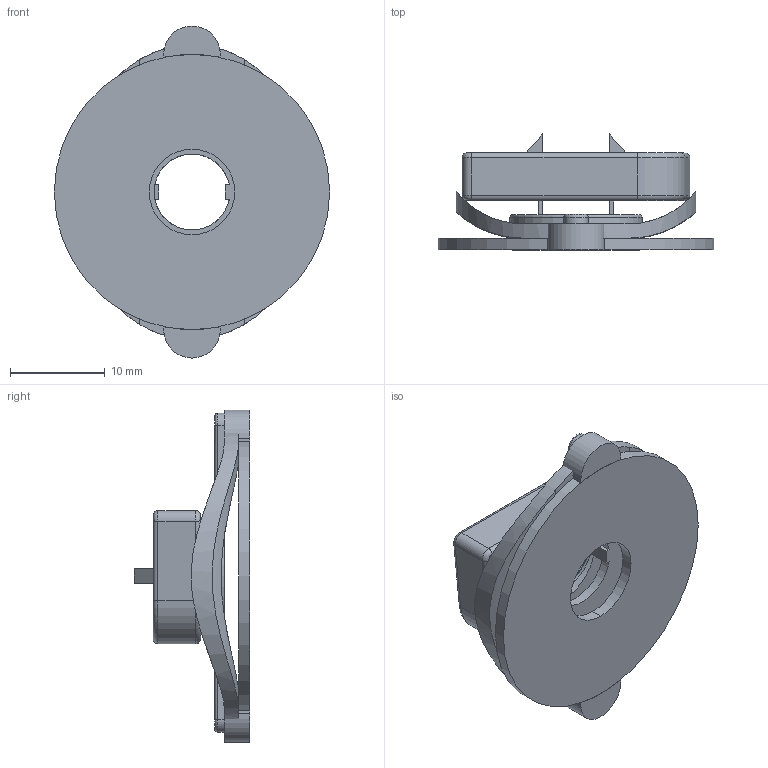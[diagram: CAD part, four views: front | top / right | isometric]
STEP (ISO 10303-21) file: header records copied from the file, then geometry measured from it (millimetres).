
FILE_DESCRIPTION (( 'STEP AP203' ), '1' );
FILE_NAME ('3D-R6440_M8_173482520.STEP', '2024-08-29T07:46:57', ( '' ), ( '' ), 'SwSTEP 2.0', 'SolidWorks 2024', '' );
FILE_SCHEMA (( 'CONFIG_CONTROL_DESIGN' ));
Length unit declared in the file: millimetre
Products named in the file (1): 3D-R6440_M8_173482520
Bounding box: 29 x 12.2 x 34.96 mm (x, y, z)
Volume: 2399.3 mm3; surface area: 3506.9 mm2
Topology: 5 solids, 5 shells, 118 faces, 324 edges, 204 vertices
Faces by surface type: cylinder 49, plane 47, torus 15, bspline 7
Entity records: 5329 total; most frequent: CARTESIAN_POINT 2434, ORIENTED_EDGE 648, DIRECTION 529, EDGE_CURVE 324, VERTEX_POINT 204, AXIS2_PLACEMENT_3D 192, LINE 145, VECTOR 145
